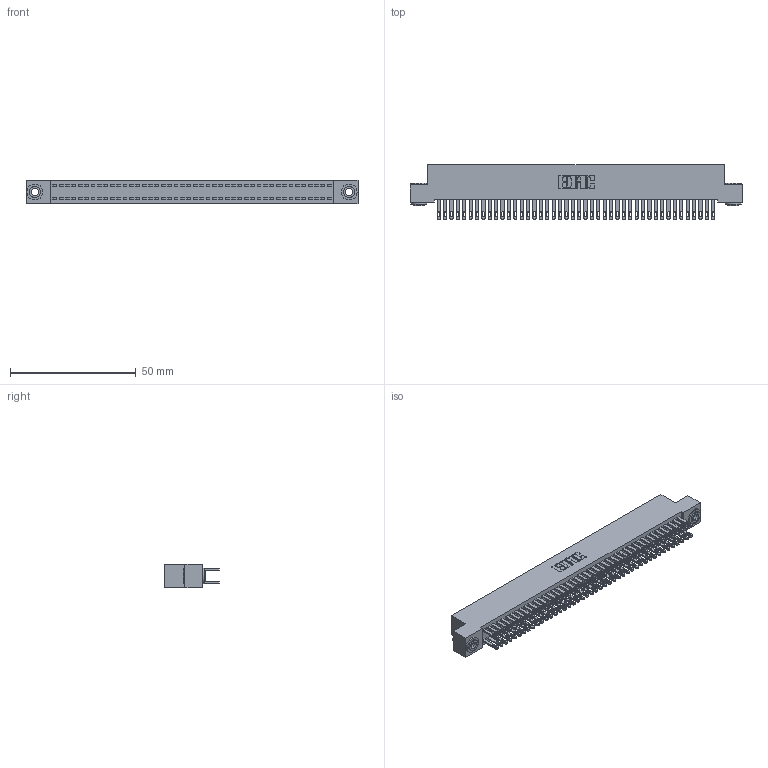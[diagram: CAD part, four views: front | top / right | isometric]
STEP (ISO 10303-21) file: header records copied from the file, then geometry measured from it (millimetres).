
FILE_DESCRIPTION (( 'STEP AP203' ), '1' );
FILE_NAME ('892-088-500-203.STEP', '2020-09-21T20:37:26', ( '' ), ( '' ), 'SwSTEP 2.0', 'SolidWorks 2020', '' );
FILE_SCHEMA (( 'CONFIG_CONTROL_DESIGN' ));
Length unit declared in the file: inch
Products named in the file (4): 342-250-002_345-250-002-102; 842 Part_.156 TH; 345-292-001_345-293-100; 892-088-500-203
Assembly tree (91 placements, depth 2):
  892-088-500-203
    842 Part_.156 TH
    345-292-001_345-293-100  x88
    342-250-002_345-250-002-102  x2
Bounding box: 132.08 x 21.85 x 9.4 mm (x, y, z)
Volume: 12168.6 mm3; surface area: 20913.3 mm2
Topology: 91 solids, 91 shells, 4372 faces, 13311 edges, 8870 vertices
Faces by surface type: plane 2716, cylinder 1648, cone 8
Entity records: 28496 total; most frequent: CARTESIAN_POINT 4693, ORIENTED_EDGE 4622, DIRECTION 4041, EDGE_CURVE 2311, VECTOR 2155, LINE 2155, VERTEX_POINT 1538, AXIS2_PLACEMENT_3D 943
